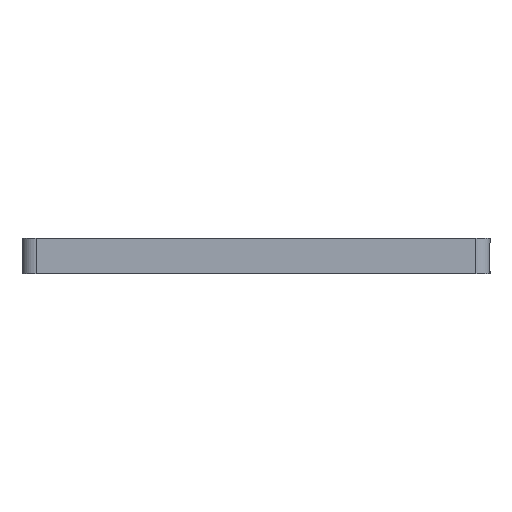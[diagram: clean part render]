
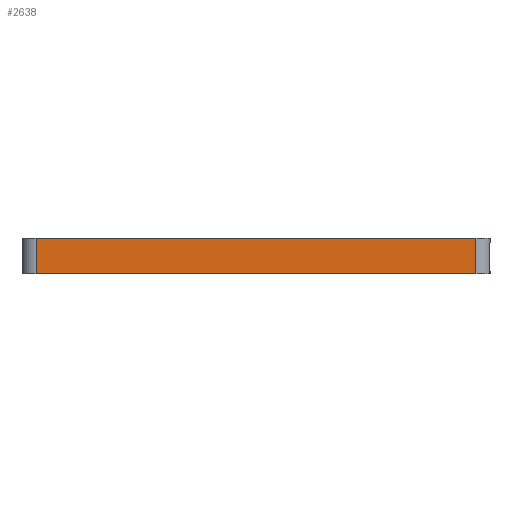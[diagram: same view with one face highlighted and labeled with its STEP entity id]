
A CAD part, left-side view. The second image highlights one B-rep face of the part: STEP entity #2638.
In plain terms, the highlighted planar face has unit normal (-1, 0, 0).
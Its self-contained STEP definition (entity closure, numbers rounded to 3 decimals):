
#688 = VECTOR ( 'NONE', #1019, 1000. ) ;
#720 = EDGE_CURVE ( 'NONE', #3173, #2272, #1305, .T. ) ;
#765 = CARTESIAN_POINT ( 'NONE',  ( -42.75, -44.277, 0. ) ) ;
#788 = CARTESIAN_POINT ( 'NONE',  ( -42.75, 18.536, 5. ) ) ;
#811 = CARTESIAN_POINT ( 'NONE',  ( -42.75, -44.277, 5. ) ) ;
#836 = EDGE_CURVE ( 'NONE', #3173, #2339, #2853, .T. ) ;
#897 = VECTOR ( 'NONE', #3020, 1000. ) ;
#964 = FACE_OUTER_BOUND ( 'NONE', #1035, .T. ) ;
#1019 = DIRECTION ( 'NONE',  ( 0., -1., 0. ) ) ;
#1035 = EDGE_LOOP ( 'NONE', ( #1746, #1915, #3247, #1835 ) ) ;
#1045 = VECTOR ( 'NONE', #1973, 1000. ) ;
#1076 = AXIS2_PLACEMENT_3D ( 'NONE', #3411, #1750, #3741 ) ;
#1267 = CARTESIAN_POINT ( 'NONE',  ( -42.75, 20.536, 5. ) ) ;
#1305 = LINE ( 'NONE', #1267, #897 ) ;
#1396 = CARTESIAN_POINT ( 'NONE',  ( -42.75, -44.277, 5. ) ) ;
#1746 = ORIENTED_EDGE ( 'NONE', *, *, #720, .F. ) ;
#1750 = DIRECTION ( 'NONE',  ( 1., 0., 0. ) ) ;
#1835 = ORIENTED_EDGE ( 'NONE', *, *, #3354, .T. ) ;
#1915 = ORIENTED_EDGE ( 'NONE', *, *, #836, .T. ) ;
#1930 = CARTESIAN_POINT ( 'NONE',  ( -42.75, 18.536, 5. ) ) ;
#1973 = DIRECTION ( 'NONE',  ( 0., 0., 1. ) ) ;
#1982 = CARTESIAN_POINT ( 'NONE',  ( -42.75, 18.536, 0. ) ) ;
#2005 = VERTEX_POINT ( 'NONE', #765 ) ;
#2272 = VERTEX_POINT ( 'NONE', #1396 ) ;
#2339 = VERTEX_POINT ( 'NONE', #1982 ) ;
#2419 = LINE ( 'NONE', #2793, #688 ) ;
#2518 = DIRECTION ( 'NONE',  ( 0., 0., -1. ) ) ;
#2638 = ADVANCED_FACE ( 'NONE', ( #964 ), #3637, .F. ) ;
#2793 = CARTESIAN_POINT ( 'NONE',  ( -42.75, 20.536, 0. ) ) ;
#2822 = LINE ( 'NONE', #811, #1045 ) ;
#2853 = LINE ( 'NONE', #788, #3522 ) ;
#3020 = DIRECTION ( 'NONE',  ( 0., -1., 0. ) ) ;
#3173 = VERTEX_POINT ( 'NONE', #1930 ) ;
#3237 = EDGE_CURVE ( 'NONE', #2339, #2005, #2419, .T. ) ;
#3247 = ORIENTED_EDGE ( 'NONE', *, *, #3237, .T. ) ;
#3354 = EDGE_CURVE ( 'NONE', #2005, #2272, #2822, .T. ) ;
#3411 = CARTESIAN_POINT ( 'NONE',  ( -42.75, 20.536, 5. ) ) ;
#3522 = VECTOR ( 'NONE', #2518, 1000. ) ;
#3637 = PLANE ( 'NONE',  #1076 ) ;
#3741 = DIRECTION ( 'NONE',  ( 0., 1., 0. ) ) ;
